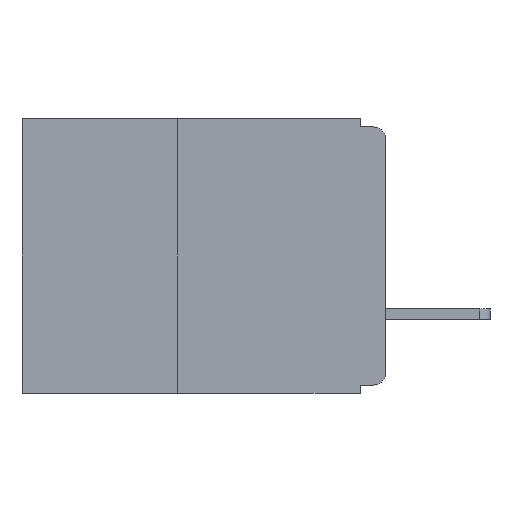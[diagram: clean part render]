
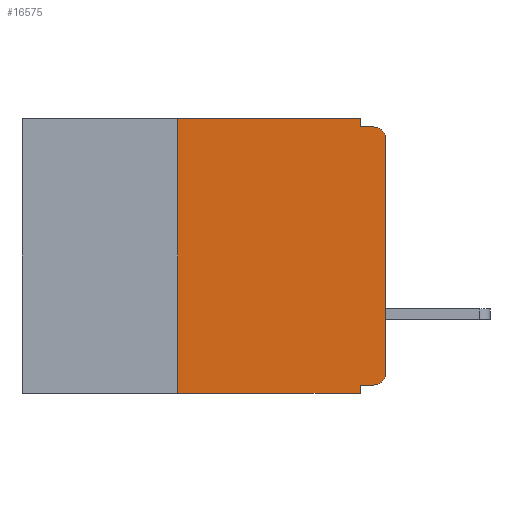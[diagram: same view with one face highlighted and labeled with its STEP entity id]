
A CAD part, left-side view. The second image highlights one B-rep face of the part: STEP entity #16575.
In plain terms, the highlighted planar face has unit normal (-1, 0, 0).
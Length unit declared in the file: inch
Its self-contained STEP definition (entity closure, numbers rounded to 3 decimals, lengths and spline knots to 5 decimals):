
#357 = VECTOR ( 'NONE', #17418, 39.37008 ) ;
#778 = EDGE_CURVE ( 'NONE', #1283, #11451, #21411, .T. ) ;
#1283 = VERTEX_POINT ( 'NONE', #22806 ) ;
#1299 = CARTESIAN_POINT ( 'NONE',  ( 0., 0.437, 0. ) ) ;
#1579 = CARTESIAN_POINT ( 'NONE',  ( 0., 0., -0.305 ) ) ;
#1935 = CARTESIAN_POINT ( 'NONE',  ( 0., 0.031, -0.33 ) ) ;
#2220 = ORIENTED_EDGE ( 'NONE', *, *, #14337, .F. ) ;
#2613 = VERTEX_POINT ( 'NONE', #10825 ) ;
#3201 = DIRECTION ( 'NONE',  ( 1., 0., 0. ) ) ;
#3913 = CARTESIAN_POINT ( 'NONE',  ( 0., 0.031, -0.33 ) ) ;
#4641 = ORIENTED_EDGE ( 'NONE', *, *, #13037, .T. ) ;
#4915 = EDGE_LOOP ( 'NONE', ( #4641, #15266, #19731, #11316, #6571, #9090, #15202, #2220, #19081, #19221 ) ) ;
#5680 = CARTESIAN_POINT ( 'NONE',  ( 0., 0.437, -0.33 ) ) ;
#6571 = ORIENTED_EDGE ( 'NONE', *, *, #17655, .F. ) ;
#6700 = CARTESIAN_POINT ( 'NONE',  ( 0., 0.015, -0.01 ) ) ;
#7172 = VERTEX_POINT ( 'NONE', #9243 ) ;
#7183 = VERTEX_POINT ( 'NONE', #3913 ) ;
#7227 = CARTESIAN_POINT ( 'NONE',  ( 0., 0.015, -0.025 ) ) ;
#7294 = VECTOR ( 'NONE', #18348, 39.37008 ) ;
#7700 = LINE ( 'NONE', #1935, #10784 ) ;
#7730 = AXIS2_PLACEMENT_3D ( 'NONE', #7227, #19895, #9038 ) ;
#7769 = EDGE_CURVE ( 'NONE', #21379, #7183, #21170, .T. ) ;
#7823 = LINE ( 'NONE', #9047, #16930 ) ;
#7965 = CARTESIAN_POINT ( 'NONE',  ( 0., 0.031, -0.01 ) ) ;
#8210 = EDGE_CURVE ( 'NONE', #23129, #15374, #7823, .T. ) ;
#8852 = VERTEX_POINT ( 'NONE', #10467 ) ;
#8980 = LINE ( 'NONE', #17468, #18069 ) ;
#9038 = DIRECTION ( 'NONE',  ( 0., 0., -1. ) ) ;
#9047 = CARTESIAN_POINT ( 'NONE',  ( 0., 0., -0.01 ) ) ;
#9090 = ORIENTED_EDGE ( 'NONE', *, *, #22396, .F. ) ;
#9243 = CARTESIAN_POINT ( 'NONE',  ( 0., 0.25, 0. ) ) ;
#10201 = VECTOR ( 'NONE', #18224, 39.37008 ) ;
#10364 = VECTOR ( 'NONE', #17541, 39.37008 ) ;
#10422 = VECTOR ( 'NONE', #22246, 39.37008 ) ;
#10467 = CARTESIAN_POINT ( 'NONE',  ( 0., 0., -0.025 ) ) ;
#10784 = VECTOR ( 'NONE', #20030, 39.37008 ) ;
#10825 = CARTESIAN_POINT ( 'NONE',  ( 0., 0.031, 0. ) ) ;
#10840 = DIRECTION ( 'NONE',  ( 0., -1., 0. ) ) ;
#10988 = LINE ( 'NONE', #20452, #10422 ) ;
#11316 = ORIENTED_EDGE ( 'NONE', *, *, #14363, .F. ) ;
#11451 = VERTEX_POINT ( 'NONE', #1579 ) ;
#12181 = PLANE ( 'NONE',  #13271 ) ;
#13037 = EDGE_CURVE ( 'NONE', #11451, #8852, #10988, .T. ) ;
#13271 = AXIS2_PLACEMENT_3D ( 'NONE', #1299, #3201, #15871 ) ;
#13345 = CARTESIAN_POINT ( 'NONE',  ( 0., 0.031, -0.32 ) ) ;
#13481 = EDGE_CURVE ( 'NONE', #8852, #15374, #20496, .T. ) ;
#14337 = EDGE_CURVE ( 'NONE', #15179, #7183, #7700, .T. ) ;
#14363 = EDGE_CURVE ( 'NONE', #2613, #23129, #19892, .T. ) ;
#14448 = DIRECTION ( 'NONE',  ( 0., 0., -1. ) ) ;
#14483 = DIRECTION ( 'NONE',  ( -1., 0., 0. ) ) ;
#15179 = VERTEX_POINT ( 'NONE', #13345 ) ;
#15202 = ORIENTED_EDGE ( 'NONE', *, *, #7769, .T. ) ;
#15266 = ORIENTED_EDGE ( 'NONE', *, *, #13481, .T. ) ;
#15273 = LINE ( 'NONE', #22845, #10364 ) ;
#15374 = VERTEX_POINT ( 'NONE', #6700 ) ;
#15629 = CARTESIAN_POINT ( 'NONE',  ( 0., 0.25, -0.33 ) ) ;
#15871 = DIRECTION ( 'NONE',  ( 0., 0., -1. ) ) ;
#15949 = AXIS2_PLACEMENT_3D ( 'NONE', #21630, #14483, #14448 ) ;
#16575 = ADVANCED_FACE ( 'NONE', ( #18415 ), #12181, .F. ) ;
#16930 = VECTOR ( 'NONE', #10840, 39.37008 ) ;
#17418 = DIRECTION ( 'NONE',  ( 0., 0., 1. ) ) ;
#17468 = CARTESIAN_POINT ( 'NONE',  ( 0., 0.437, 0. ) ) ;
#17541 = DIRECTION ( 'NONE',  ( 0., 1., 0. ) ) ;
#17655 = EDGE_CURVE ( 'NONE', #7172, #2613, #8980, .T. ) ;
#18069 = VECTOR ( 'NONE', #19271, 39.37008 ) ;
#18224 = DIRECTION ( 'NONE',  ( 0., 0., -1. ) ) ;
#18348 = DIRECTION ( 'NONE',  ( 0., -1., 0. ) ) ;
#18415 = FACE_OUTER_BOUND ( 'NONE', #4915, .T. ) ;
#19010 = LINE ( 'NONE', #15629, #357 ) ;
#19081 = ORIENTED_EDGE ( 'NONE', *, *, #19591, .F. ) ;
#19221 = ORIENTED_EDGE ( 'NONE', *, *, #778, .T. ) ;
#19271 = DIRECTION ( 'NONE',  ( 0., -1., 0. ) ) ;
#19591 = EDGE_CURVE ( 'NONE', #1283, #15179, #15273, .T. ) ;
#19731 = ORIENTED_EDGE ( 'NONE', *, *, #8210, .F. ) ;
#19892 = LINE ( 'NONE', #20106, #10201 ) ;
#19895 = DIRECTION ( 'NONE',  ( -1., 0., 0. ) ) ;
#20030 = DIRECTION ( 'NONE',  ( 0., 0., -1. ) ) ;
#20106 = CARTESIAN_POINT ( 'NONE',  ( 0., 0.031, 0. ) ) ;
#20452 = CARTESIAN_POINT ( 'NONE',  ( 0., 0., 0. ) ) ;
#20496 = CIRCLE ( 'NONE', #7730, 0.015 ) ;
#21170 = LINE ( 'NONE', #5680, #7294 ) ;
#21379 = VERTEX_POINT ( 'NONE', #21627 ) ;
#21411 = CIRCLE ( 'NONE', #15949, 0.015 ) ;
#21627 = CARTESIAN_POINT ( 'NONE',  ( 0., 0.25, -0.33 ) ) ;
#21630 = CARTESIAN_POINT ( 'NONE',  ( 0., 0.015, -0.305 ) ) ;
#22246 = DIRECTION ( 'NONE',  ( 0., 0., 1. ) ) ;
#22396 = EDGE_CURVE ( 'NONE', #21379, #7172, #19010, .T. ) ;
#22806 = CARTESIAN_POINT ( 'NONE',  ( 0., 0.015, -0.32 ) ) ;
#22845 = CARTESIAN_POINT ( 'NONE',  ( 0., 0., -0.32 ) ) ;
#23129 = VERTEX_POINT ( 'NONE', #7965 ) ;
